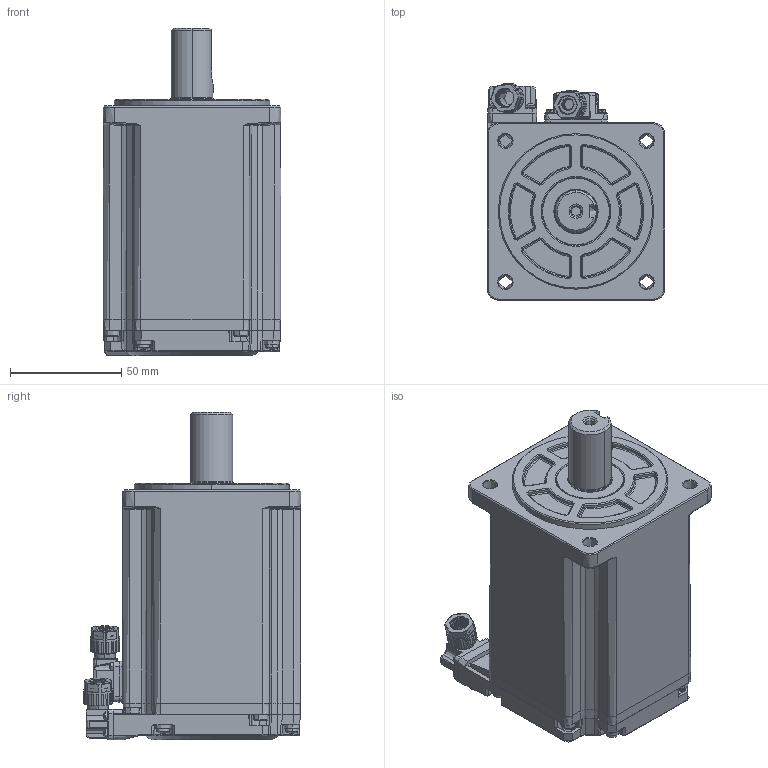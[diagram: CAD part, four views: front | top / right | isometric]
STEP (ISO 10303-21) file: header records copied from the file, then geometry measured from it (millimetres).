
FILE_DESCRIPTION (( 'STEP AP203' ), '1' );
FILE_NAME ('MS6H-80CM30B4-21P0.STEP', '2024-03-13T06:11:54', ( '' ), ( '' ), 'SwSTEP 2.0', 'SolidWorks 2022', '' );
FILE_SCHEMA (( 'CONFIG_CONTROL_DESIGN' ));
Length unit declared in the file: millimetre
Products named in the file (1): MS6H-80CM30B4-21P0
Bounding box: 80 x 97.85 x 147.5 mm (x, y, z)
Surface area: 59415.2 mm2 (no closed solid volume)
Topology: 0 solids, 45 shells, 1419 faces, 4598 edges, 3079 vertices
Faces by surface type: plane 489, cylinder 437, bspline 213, cone 146, torus 86, sphere 48
Entity records: 68114 total; most frequent: CARTESIAN_POINT 31489, ORIENTED_EDGE 7698, DIRECTION 6776, EDGE_CURVE 4574, VERTEX_POINT 3079, AXIS2_PLACEMENT_3D 2552, LINE 1672, VECTOR 1672
